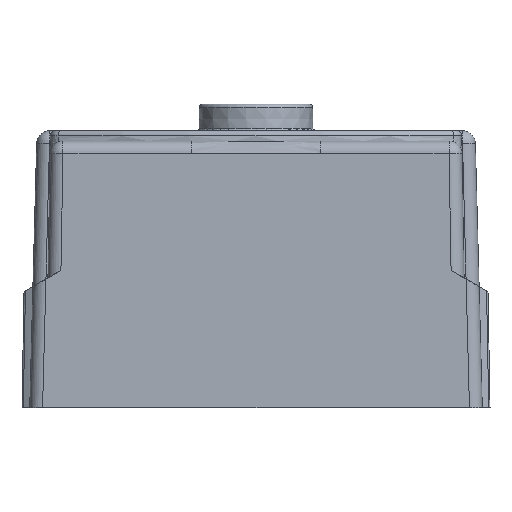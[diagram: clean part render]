
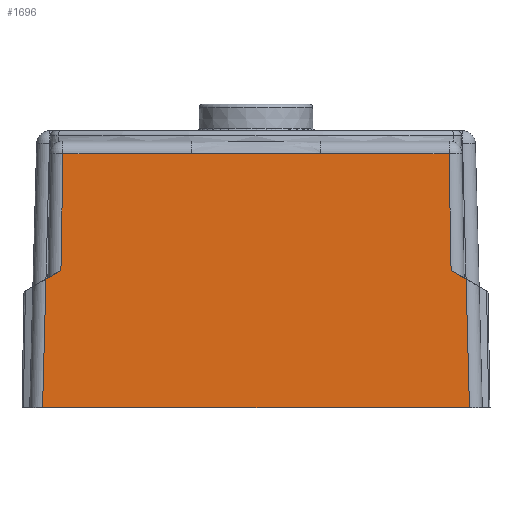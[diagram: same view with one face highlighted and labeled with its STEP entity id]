
A CAD part, front view. The second image highlights one B-rep face of the part: STEP entity #1696.
In plain terms, the highlighted planar face has unit normal (0, -1, 0.026).
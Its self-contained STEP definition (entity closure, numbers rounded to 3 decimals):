
#1251=B_SPLINE_CURVE_WITH_KNOTS('',3,(#7834,#7835,#7836,#7837,#7838,#7839),
 .UNSPECIFIED.,.F.,.F.,(4,2,4),(0.,0.5,1.),.UNSPECIFIED.);
#1416=FACE_OUTER_BOUND('',#2313,.T.);
#1696=ADVANCED_FACE('',(#1416),#1978,.T.);
#1978=PLANE('',#6026);
#2313=EDGE_LOOP('',(#2726,#2727,#2728,#2729,#2730,#2731,#2732,#2733,#2734,
#2735));
#2726=ORIENTED_EDGE('',*,*,#4547,.T.);
#2727=ORIENTED_EDGE('',*,*,#4548,.T.);
#2728=ORIENTED_EDGE('',*,*,#4549,.F.);
#2729=ORIENTED_EDGE('',*,*,#4550,.T.);
#2730=ORIENTED_EDGE('',*,*,#4551,.T.);
#2731=ORIENTED_EDGE('',*,*,#4552,.T.);
#2732=ORIENTED_EDGE('',*,*,#4553,.T.);
#2733=ORIENTED_EDGE('',*,*,#4554,.T.);
#2734=ORIENTED_EDGE('',*,*,#4555,.F.);
#2735=ORIENTED_EDGE('',*,*,#4556,.T.);
#4110=VERTEX_POINT('',#7824);
#4111=VERTEX_POINT('',#7825);
#4112=VERTEX_POINT('',#7827);
#4113=VERTEX_POINT('',#7829);
#4114=VERTEX_POINT('',#7831);
#4115=VERTEX_POINT('',#7833);
#4116=VERTEX_POINT('',#7840);
#4117=VERTEX_POINT('',#7842);
#4118=VERTEX_POINT('',#7844);
#4119=VERTEX_POINT('',#7846);
#4547=EDGE_CURVE('',#4110,#4111,#5219,.T.);
#4548=EDGE_CURVE('',#4111,#4112,#5220,.T.);
#4549=EDGE_CURVE('',#4113,#4112,#5221,.T.);
#4550=EDGE_CURVE('',#4113,#4114,#5222,.T.);
#4551=EDGE_CURVE('',#4114,#4115,#5223,.T.);
#4552=EDGE_CURVE('',#4115,#4116,#1251,.T.);
#4553=EDGE_CURVE('',#4116,#4117,#5224,.T.);
#4554=EDGE_CURVE('',#4117,#4118,#5225,.T.);
#4555=EDGE_CURVE('',#4119,#4118,#5226,.T.);
#4556=EDGE_CURVE('',#4119,#4110,#5227,.T.);
#5219=LINE('',#7823,#5660);
#5220=LINE('',#7826,#5661);
#5221=LINE('',#7828,#5662);
#5222=LINE('',#7830,#5663);
#5223=LINE('',#7832,#5664);
#5224=LINE('',#7841,#5665);
#5225=LINE('',#7843,#5666);
#5226=LINE('',#7845,#5667);
#5227=LINE('',#7847,#5668);
#5660=VECTOR('',#6533,1.);
#5661=VECTOR('',#6534,1.);
#5662=VECTOR('',#6535,1.);
#5663=VECTOR('',#6536,1.);
#5664=VECTOR('',#6537,1.);
#5665=VECTOR('',#6538,1.);
#5666=VECTOR('',#6539,1.);
#5667=VECTOR('',#6540,1.);
#5668=VECTOR('',#6541,1.);
#6026=AXIS2_PLACEMENT_3D('',#7848,#6542,#6543);
#6533=DIRECTION('',(1.,0.,0.));
#6534=DIRECTION('',(-0.026,0.026,0.999));
#6535=DIRECTION('',(0.866,-0.013,-0.5));
#6536=DIRECTION('',(-0.017,0.026,1.));
#6537=DIRECTION('',(-1.,0.,0.));
#6538=DIRECTION('',(-1.,0.,0.));
#6539=DIRECTION('',(-0.017,-0.026,-1.));
#6540=DIRECTION('',(0.866,0.013,0.5));
#6541=DIRECTION('',(-0.026,-0.026,-0.999));
#6542=DIRECTION('',(0.,-1.,0.026));
#6543=DIRECTION('',(0.,-0.026,-1.));
#7823=CARTESIAN_POINT('',(44.,0.,-89.));
#7824=CARTESIAN_POINT('',(2.499,0.,-89.));
#7825=CARTESIAN_POINT('',(85.501,0.,-89.));
#7826=CARTESIAN_POINT('',(85.472,0.028,-87.915));
#7827=CARTESIAN_POINT('',(84.845,0.656,-63.94));
#7828=CARTESIAN_POINT('',(65.073,0.955,-52.525));
#7829=CARTESIAN_POINT('',(81.932,0.7,-62.259));
#7830=CARTESIAN_POINT('',(81.494,1.358,-37.144));
#7831=CARTESIAN_POINT('',(81.536,1.295,-39.535));
#7832=CARTESIAN_POINT('',(44.,1.295,-39.535));
#7833=CARTESIAN_POINT('',(56.58,1.295,-39.535));
#7834=CARTESIAN_POINT('',(56.58,1.295,-39.535));
#7835=CARTESIAN_POINT('',(52.386,1.295,-39.535));
#7836=CARTESIAN_POINT('',(48.193,1.299,-39.404));
#7837=CARTESIAN_POINT('',(39.806,1.299,-39.404));
#7838=CARTESIAN_POINT('',(35.613,1.295,-39.535));
#7839=CARTESIAN_POINT('',(31.42,1.295,-39.535));
#7840=CARTESIAN_POINT('',(31.42,1.295,-39.535));
#7841=CARTESIAN_POINT('',(44.,1.295,-39.535));
#7842=CARTESIAN_POINT('',(6.464,1.295,-39.535));
#7843=CARTESIAN_POINT('',(6.012,0.617,-65.449));
#7844=CARTESIAN_POINT('',(6.068,0.7,-62.259));
#7845=CARTESIAN_POINT('',(22.927,0.955,-52.525));
#7846=CARTESIAN_POINT('',(3.155,0.656,-63.94));
#7847=CARTESIAN_POINT('',(2.528,0.028,-87.915));
#7848=CARTESIAN_POINT('',(44.,0.,-89.));
